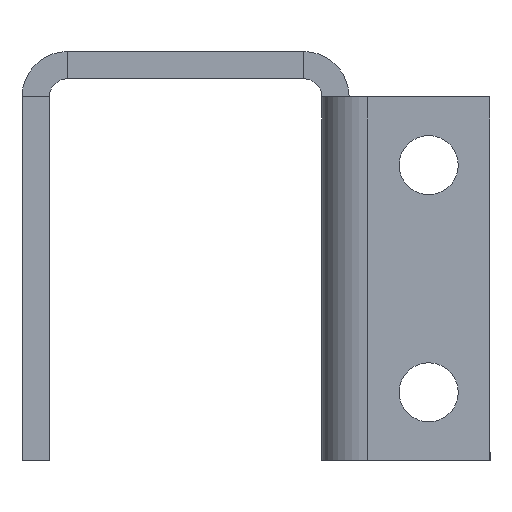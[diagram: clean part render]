
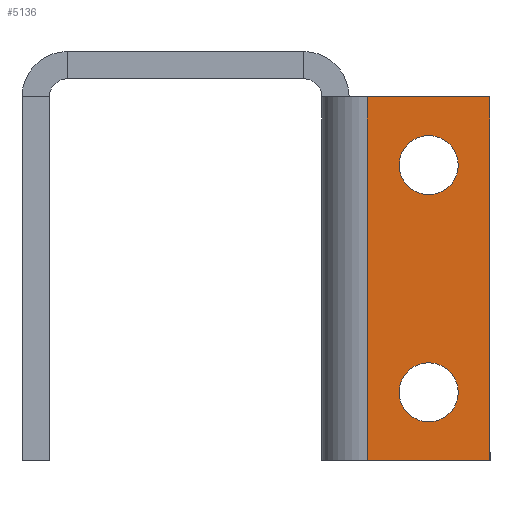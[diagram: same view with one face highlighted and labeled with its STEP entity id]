
A CAD part, left-side view. The second image highlights one B-rep face of the part: STEP entity #5136.
In plain terms, the highlighted planar face has unit normal (-1, 0, 0).
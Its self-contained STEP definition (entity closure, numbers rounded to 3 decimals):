
#15 = CARTESIAN_POINT ( 'NONE',  ( -924., 0., -45. ) ) ;
#206 = EDGE_LOOP ( 'NONE', ( #1238 ) ) ;
#498 = ORIENTED_EDGE ( 'NONE', *, *, #1591, .T. ) ;
#531 = CARTESIAN_POINT ( 'NONE',  ( -924., -15.5, 0. ) ) ;
#578 = CARTESIAN_POINT ( 'NONE',  ( -924., -12., -37.5 ) ) ;
#686 = ORIENTED_EDGE ( 'NONE', *, *, #7924, .T. ) ;
#810 = DIRECTION ( 'NONE',  ( 0., 0., -1. ) ) ;
#812 = ORIENTED_EDGE ( 'NONE', *, *, #7754, .T. ) ;
#898 = DIRECTION ( 'NONE',  ( 1., 0., 0. ) ) ;
#902 = LINE ( 'NONE', #15, #2504 ) ;
#933 = ORIENTED_EDGE ( 'NONE', *, *, #999, .F. ) ;
#960 = PLANE ( 'NONE',  #1525 ) ;
#999 = EDGE_CURVE ( 'NONE', #7567, #6705, #7817, .T. ) ;
#1175 = CARTESIAN_POINT ( 'NONE',  ( -924., 0., 0. ) ) ;
#1238 = ORIENTED_EDGE ( 'NONE', *, *, #6268, .F. ) ;
#1354 = ORIENTED_EDGE ( 'NONE', *, *, #4935, .F. ) ;
#1439 = DIRECTION ( 'NONE',  ( 0., -1., 0. ) ) ;
#1488 = DIRECTION ( 'NONE',  ( -1., 0., 0. ) ) ;
#1496 = CARTESIAN_POINT ( 'NONE',  ( -924., -8.75, -12.5 ) ) ;
#1525 = AXIS2_PLACEMENT_3D ( 'NONE', #1175, #898, #810 ) ;
#1591 = EDGE_CURVE ( 'NONE', #6014, #6705, #4374, .T. ) ;
#1958 = FACE_BOUND ( 'NONE', #6646, .T. ) ;
#2073 = CIRCLE ( 'NONE', #2142, 3.25 ) ;
#2142 = AXIS2_PLACEMENT_3D ( 'NONE', #4911, #4853, #4838 ) ;
#2174 = LINE ( 'NONE', #531, #5568 ) ;
#2504 = VECTOR ( 'NONE', #7581, 1000. ) ;
#2517 = CARTESIAN_POINT ( 'NONE',  ( -924., -2., -45. ) ) ;
#3789 = DIRECTION ( 'NONE',  ( 0., 1., 0. ) ) ;
#3846 = CARTESIAN_POINT ( 'NONE',  ( -924., 0., -5. ) ) ;
#3918 = CIRCLE ( 'NONE', #8070, 3.25 ) ;
#4049 = FACE_BOUND ( 'NONE', #206, .T. ) ;
#4082 = CARTESIAN_POINT ( 'NONE',  ( -924., -2., -5. ) ) ;
#4374 = LINE ( 'NONE', #3846, #4575 ) ;
#4396 = CARTESIAN_POINT ( 'NONE',  ( -924., -2., -5. ) ) ;
#4575 = VECTOR ( 'NONE', #3789, 1000. ) ;
#4838 = DIRECTION ( 'NONE',  ( 0., -1., 0. ) ) ;
#4853 = DIRECTION ( 'NONE',  ( -1., 0., 0. ) ) ;
#4911 = CARTESIAN_POINT ( 'NONE',  ( -924., -8.75, -37.5 ) ) ;
#4935 = EDGE_CURVE ( 'NONE', #8180, #8180, #2073, .T. ) ;
#5136 = ADVANCED_FACE ( 'NONE', ( #1958, #4049, #7229 ), #960, .F. ) ;
#5226 = DIRECTION ( 'NONE',  ( 0., 0., 1. ) ) ;
#5332 = CARTESIAN_POINT ( 'NONE',  ( -924., -12., -12.5 ) ) ;
#5568 = VECTOR ( 'NONE', #5917, 1000. ) ;
#5785 = CARTESIAN_POINT ( 'NONE',  ( -924., -15.5, -5. ) ) ;
#5917 = DIRECTION ( 'NONE',  ( 0., 0., 1. ) ) ;
#6014 = VERTEX_POINT ( 'NONE', #5785 ) ;
#6268 = EDGE_CURVE ( 'NONE', #6526, #6526, #3918, .T. ) ;
#6526 = VERTEX_POINT ( 'NONE', #5332 ) ;
#6646 = EDGE_LOOP ( 'NONE', ( #1354 ) ) ;
#6705 = VERTEX_POINT ( 'NONE', #4396 ) ;
#7229 = FACE_OUTER_BOUND ( 'NONE', #7564, .T. ) ;
#7564 = EDGE_LOOP ( 'NONE', ( #933, #812, #686, #498 ) ) ;
#7567 = VERTEX_POINT ( 'NONE', #2517 ) ;
#7581 = DIRECTION ( 'NONE',  ( 0., -1., 0. ) ) ;
#7754 = EDGE_CURVE ( 'NONE', #7567, #8080, #902, .T. ) ;
#7809 = VECTOR ( 'NONE', #5226, 1000. ) ;
#7817 = LINE ( 'NONE', #4082, #7809 ) ;
#7913 = CARTESIAN_POINT ( 'NONE',  ( -924., -15.5, -45. ) ) ;
#7924 = EDGE_CURVE ( 'NONE', #8080, #6014, #2174, .T. ) ;
#8070 = AXIS2_PLACEMENT_3D ( 'NONE', #1496, #1488, #1439 ) ;
#8080 = VERTEX_POINT ( 'NONE', #7913 ) ;
#8180 = VERTEX_POINT ( 'NONE', #578 ) ;
